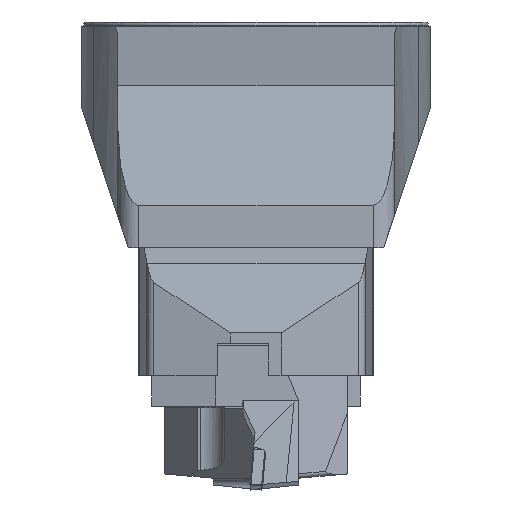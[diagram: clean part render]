
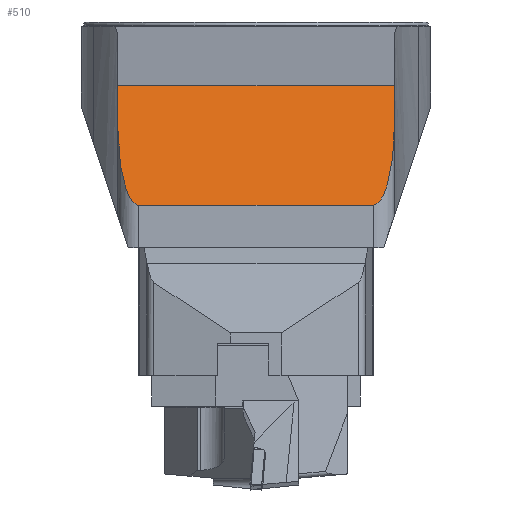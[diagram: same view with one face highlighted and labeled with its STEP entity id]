
A CAD part, left-side view. The second image highlights one B-rep face of the part: STEP entity #510.
In plain terms, the highlighted planar face has unit normal (-0.966, 0, 0.259).
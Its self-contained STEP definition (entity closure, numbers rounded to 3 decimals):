
#291=ELLIPSE('',#3969,38.637,10.);
#292=ELLIPSE('',#3970,38.637,10.);
#337=FACE_OUTER_BOUND('',#1021,.T.);
#510=ADVANCED_FACE('',(#337),#713,.F.);
#713=PLANE('',#3971);
#1021=EDGE_LOOP('',(#1318,#1319,#1320,#1321,#1322,#1323));
#1318=ORIENTED_EDGE('',*,*,#2616,.T.);
#1319=ORIENTED_EDGE('',*,*,#2617,.T.);
#1320=ORIENTED_EDGE('',*,*,#2610,.F.);
#1321=ORIENTED_EDGE('',*,*,#2618,.T.);
#1322=ORIENTED_EDGE('',*,*,#2619,.T.);
#1323=ORIENTED_EDGE('',*,*,#2620,.T.);
#2270=VERTEX_POINT('',#5468);
#2271=VERTEX_POINT('',#5469);
#2274=VERTEX_POINT('',#5480);
#2275=VERTEX_POINT('',#5481);
#2276=VERTEX_POINT('',#5484);
#2277=VERTEX_POINT('',#5486);
#2610=EDGE_CURVE('',#2270,#2271,#3081,.T.);
#2616=EDGE_CURVE('',#2274,#2275,#3087,.T.);
#2617=EDGE_CURVE('',#2275,#2271,#291,.T.);
#2618=EDGE_CURVE('',#2270,#2276,#292,.T.);
#2619=EDGE_CURVE('',#2276,#2277,#3088,.T.);
#2620=EDGE_CURVE('',#2277,#2274,#3089,.T.);
#3081=LINE('',#5467,#3447);
#3087=LINE('',#5479,#3453);
#3088=LINE('',#5485,#3454);
#3089=LINE('',#5487,#3455);
#3447=VECTOR('',#4380,1.);
#3453=VECTOR('',#4390,1.);
#3454=VECTOR('',#4395,1.);
#3455=VECTOR('',#4396,1.);
#3969=AXIS2_PLACEMENT_3D('',#5482,#4391,#4392);
#3970=AXIS2_PLACEMENT_3D('',#5483,#4393,#4394);
#3971=AXIS2_PLACEMENT_3D('',#5488,#4397,#4398);
#4380=DIRECTION('',(0.,1.,0.));
#4390=DIRECTION('',(-0.259,0.,-0.966));
#4391=DIRECTION('',(-0.966,0.,0.259));
#4392=DIRECTION('',(-0.259,0.,-0.966));
#4393=DIRECTION('',(-0.966,0.,0.259));
#4394=DIRECTION('',(0.259,0.,0.966));
#4395=DIRECTION('',(0.259,0.,0.966));
#4396=DIRECTION('',(0.,1.,0.));
#4397=DIRECTION('',(0.966,0.,-0.259));
#4398=DIRECTION('',(0.259,0.,0.966));
#5467=CARTESIAN_POINT('',(-355.,-355.,-86.));
#5468=CARTESIAN_POINT('',(-355.,-55.,-86.));
#5469=CARTESIAN_POINT('',(-355.,55.,-86.));
#5479=CARTESIAN_POINT('',(-339.995,65.,-30.));
#5480=CARTESIAN_POINT('',(-339.995,65.,-30.));
#5481=CARTESIAN_POINT('',(-345.,65.,-48.679));
#5482=CARTESIAN_POINT('',(-345.,55.,-48.679));
#5483=CARTESIAN_POINT('',(-345.,-55.,-48.679));
#5484=CARTESIAN_POINT('',(-345.,-65.,-48.679));
#5485=CARTESIAN_POINT('',(-339.995,-65.,-30.));
#5486=CARTESIAN_POINT('',(-339.995,-65.,-30.));
#5487=CARTESIAN_POINT('',(-339.995,-355.,-30.));
#5488=CARTESIAN_POINT('',(-339.995,-355.,-30.));
